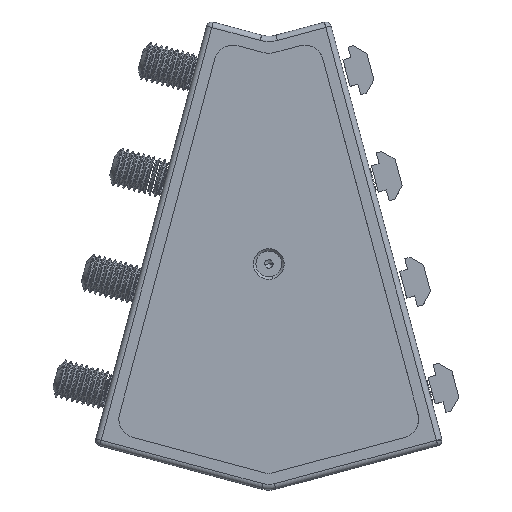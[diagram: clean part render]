
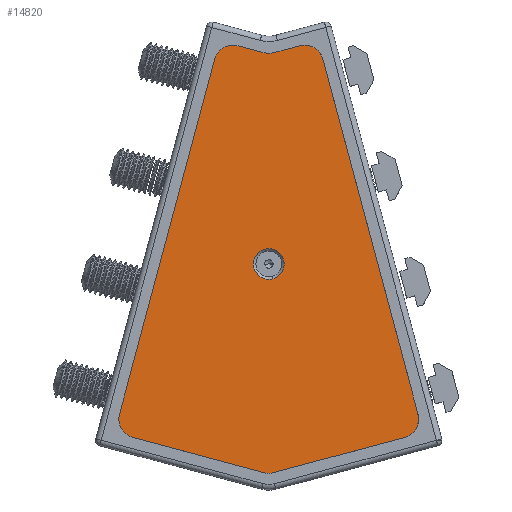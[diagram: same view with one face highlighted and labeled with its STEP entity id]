
A CAD part, top view. The second image highlights one B-rep face of the part: STEP entity #14820.
In plain terms, the highlighted planar face has unit normal (0, 0, 1).
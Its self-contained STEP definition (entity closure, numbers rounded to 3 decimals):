
#1542 = CARTESIAN_POINT ( 'NONE',  ( -22.064, 6.123, 22.582 ) ) ;
#1558 = CARTESIAN_POINT ( 'NONE',  ( -24.963, 16.942, 22.582 ) ) ;
#1614 = CARTESIAN_POINT ( 'NONE',  ( -73.027, -51.811, 22.582 ) ) ;
#3457 = CIRCLE ( 'NONE', #19932, 5.6 ) ;
#3463 = LINE ( 'NONE', #5160, #3466 ) ;
#3466 = VECTOR ( 'NONE', #5163, 1000. ) ;
#3467 = CIRCLE ( 'NONE', #19933, 5.6 ) ;
#3469 = LINE ( 'NONE', #5162, #3471 ) ;
#3470 = CIRCLE ( 'NONE', #19934, 4. ) ;
#3471 = VECTOR ( 'NONE', #5154, 1000. ) ;
#3472 = LINE ( 'NONE', #5170, #3474 ) ;
#3473 = CIRCLE ( 'NONE', #19935, 7. ) ;
#3474 = VECTOR ( 'NONE', #5172, 1000. ) ;
#3475 = CIRCLE ( 'NONE', #19936, 7. ) ;
#3476 = LINE ( 'NONE', #5191, #3478 ) ;
#3477 = CIRCLE ( 'NONE', #19937, 10. ) ;
#3478 = VECTOR ( 'NONE', #5194, 1000. ) ;
#3479 = LINE ( 'NONE', #5202, #3481 ) ;
#3480 = CIRCLE ( 'NONE', #19938, 7. ) ;
#3481 = VECTOR ( 'NONE', #5203, 1000. ) ;
#3482 = LINE ( 'NONE', #5213, #3484 ) ;
#3483 = CIRCLE ( 'NONE', #19939, 7. ) ;
#3484 = VECTOR ( 'NONE', #5215, 1000. ) ;
#5144 = CARTESIAN_POINT ( 'NONE',  ( -23.514, 11.533, 22.582 ) ) ;
#5146 = DIRECTION ( 'NONE',  ( 0., 0., 1. ) ) ;
#5148 = DIRECTION ( 'NONE',  ( -0.259, 0.966, 0. ) ) ;
#5154 = DIRECTION ( 'NONE',  ( 0.966, -0.259, 0. ) ) ;
#5160 = CARTESIAN_POINT ( 'NONE',  ( -5.544, 92.958, 22.582 ) ) ;
#5162 = CARTESIAN_POINT ( 'NONE',  ( -79.788, -49.999, 22.582 ) ) ;
#5163 = DIRECTION ( 'NONE',  ( -0.259, 0.966, 0. ) ) ;
#5170 = CARTESIAN_POINT ( 'NONE',  ( 32.761, -49.999, 22.582 ) ) ;
#5172 = DIRECTION ( 'NONE',  ( 0.966, 0.259, 0. ) ) ;
#5174 = CARTESIAN_POINT ( 'NONE',  ( -23.514, 11.533, 22.582 ) ) ;
#5176 = DIRECTION ( 'NONE',  ( 0., 0., 1. ) ) ;
#5178 = DIRECTION ( 'NONE',  ( -0.259, 0.966, 0. ) ) ;
#5184 = CARTESIAN_POINT ( 'NONE',  ( -23.514, -60.937, 22.582 ) ) ;
#5186 = DIRECTION ( 'NONE',  ( 0., 0., 1. ) ) ;
#5188 = DIRECTION ( 'NONE',  ( -0.259, 0.966, 0. ) ) ;
#5191 = CARTESIAN_POINT ( 'NONE',  ( -5.544, 92.958, 22.582 ) ) ;
#5194 = DIRECTION ( 'NONE',  ( -0.966, -0.259, 0. ) ) ;
#5196 = CARTESIAN_POINT ( 'NONE',  ( 24.188, -45.049, 22.582 ) ) ;
#5198 = DIRECTION ( 'NONE',  ( 0., 0., 1. ) ) ;
#5200 = DIRECTION ( 'NONE',  ( -0.259, 0.966, 0. ) ) ;
#5202 = CARTESIAN_POINT ( 'NONE',  ( -41.483, 92.958, 22.582 ) ) ;
#5203 = DIRECTION ( 'NONE',  ( -0.966, 0.259, 0. ) ) ;
#5205 = CARTESIAN_POINT ( 'NONE',  ( -10.494, 84.385, 22.582 ) ) ;
#5207 = DIRECTION ( 'NONE',  ( 0., 0., 1. ) ) ;
#5209 = DIRECTION ( 'NONE',  ( -0.259, 0.966, 0. ) ) ;
#5213 = CARTESIAN_POINT ( 'NONE',  ( -41.483, 92.958, 22.582 ) ) ;
#5215 = DIRECTION ( 'NONE',  ( -0.259, -0.966, 0. ) ) ;
#5217 = CARTESIAN_POINT ( 'NONE',  ( -23.514, 98.496, 22.582 ) ) ;
#5219 = DIRECTION ( 'NONE',  ( 0., 0., -1. ) ) ;
#5221 = DIRECTION ( 'NONE',  ( -0.259, 0.966, 0. ) ) ;
#5227 = CARTESIAN_POINT ( 'NONE',  ( -36.533, 84.385, 22.582 ) ) ;
#5229 = DIRECTION ( 'NONE',  ( 0., 0., 1. ) ) ;
#5231 = DIRECTION ( 'NONE',  ( -0.259, 0.966, 0. ) ) ;
#5239 = CARTESIAN_POINT ( 'NONE',  ( -71.215, -45.049, 22.582 ) ) ;
#5241 = DIRECTION ( 'NONE',  ( 0., 0., 1. ) ) ;
#5243 = DIRECTION ( 'NONE',  ( -0.259, 0.966, 0. ) ) ;
#8516 = VERTEX_POINT ( 'NONE', #10052 ) ;
#8518 = VERTEX_POINT ( 'NONE', #10053 ) ;
#8528 = VERTEX_POINT ( 'NONE', #10059 ) ;
#8560 = VERTEX_POINT ( 'NONE', #10099 ) ;
#8565 = VERTEX_POINT ( 'NONE', #10103 ) ;
#8584 = VERTEX_POINT ( 'NONE', #10123 ) ;
#8588 = VERTEX_POINT ( 'NONE', #10105 ) ;
#8709 = VERTEX_POINT ( 'NONE', #23635 ) ;
#8716 = VERTEX_POINT ( 'NONE', #23639 ) ;
#8739 = VERTEX_POINT ( 'NONE', #23655 ) ;
#8788 = VERTEX_POINT ( 'NONE', #23698 ) ;
#10052 = CARTESIAN_POINT ( 'NONE',  ( -43.295, 86.197, 22.582 ) ) ;
#10053 = CARTESIAN_POINT ( 'NONE',  ( -77.977, -43.238, 22.582 ) ) ;
#10059 = CARTESIAN_POINT ( 'NONE',  ( -12.305, 91.146, 22.582 ) ) ;
#10099 = CARTESIAN_POINT ( 'NONE',  ( -22.478, -64.8, 22.582 ) ) ;
#10103 = CARTESIAN_POINT ( 'NONE',  ( -26.102, 88.837, 22.582 ) ) ;
#10105 = CARTESIAN_POINT ( 'NONE',  ( -20.925, 88.837, 22.582 ) ) ;
#10123 = CARTESIAN_POINT ( 'NONE',  ( -34.722, 91.146, 22.582 ) ) ;
#13010 = FACE_BOUND ( 'NONE', #28553, .T. ) ;
#13012 = FACE_OUTER_BOUND ( 'NONE', #28179, .T. ) ;
#14820 = ADVANCED_FACE ( 'NONE', ( #13010, #13012 ), #26422, .T. ) ;
#15328 = ORIENTED_EDGE ( 'NONE', *, *, #21712, .T. ) ;
#15385 = ORIENTED_EDGE ( 'NONE', *, *, #21723, .T. ) ;
#15446 = ORIENTED_EDGE ( 'NONE', *, *, #21718, .T. ) ;
#15512 = ORIENTED_EDGE ( 'NONE', *, *, #21716, .T. ) ;
#15532 = ORIENTED_EDGE ( 'NONE', *, *, #21721, .T. ) ;
#15565 = ORIENTED_EDGE ( 'NONE', *, *, #21722, .T. ) ;
#15584 = ORIENTED_EDGE ( 'NONE', *, *, #21720, .T. ) ;
#15611 = ORIENTED_EDGE ( 'NONE', *, *, #21714, .F. ) ;
#15623 = ORIENTED_EDGE ( 'NONE', *, *, #21724, .T. ) ;
#15629 = ORIENTED_EDGE ( 'NONE', *, *, #21708, .F. ) ;
#15659 = ORIENTED_EDGE ( 'NONE', *, *, #21725, .T. ) ;
#15677 = ORIENTED_EDGE ( 'NONE', *, *, #21719, .T. ) ;
#15716 = ORIENTED_EDGE ( 'NONE', *, *, #21715, .T. ) ;
#15767 = ORIENTED_EDGE ( 'NONE', *, *, #21717, .T. ) ;
#18836 = VERTEX_POINT ( 'NONE', #1542 ) ;
#18852 = VERTEX_POINT ( 'NONE', #1558 ) ;
#18908 = VERTEX_POINT ( 'NONE', #1614 ) ;
#19932 = AXIS2_PLACEMENT_3D ( 'NONE', #5144, #5146, #5148 ) ;
#19933 = AXIS2_PLACEMENT_3D ( 'NONE', #5174, #5176, #5178 ) ;
#19934 = AXIS2_PLACEMENT_3D ( 'NONE', #5184, #5186, #5188 ) ;
#19935 = AXIS2_PLACEMENT_3D ( 'NONE', #5196, #5198, #5200 ) ;
#19936 = AXIS2_PLACEMENT_3D ( 'NONE', #5205, #5207, #5209 ) ;
#19937 = AXIS2_PLACEMENT_3D ( 'NONE', #5217, #5219, #5221 ) ;
#19938 = AXIS2_PLACEMENT_3D ( 'NONE', #5227, #5229, #5231 ) ;
#19939 = AXIS2_PLACEMENT_3D ( 'NONE', #5239, #5241, #5243 ) ;
#21708 = EDGE_CURVE ( 'NONE', #18836, #18852, #3457, .T. ) ;
#21712 = EDGE_CURVE ( 'NONE', #8788, #8716, #3463, .T. ) ;
#21714 = EDGE_CURVE ( 'NONE', #18852, #18836, #3467, .T. ) ;
#21715 = EDGE_CURVE ( 'NONE', #18908, #8709, #3469, .T. ) ;
#21716 = EDGE_CURVE ( 'NONE', #8709, #8560, #3470, .T. ) ;
#21717 = EDGE_CURVE ( 'NONE', #8560, #8739, #3472, .T. ) ;
#21718 = EDGE_CURVE ( 'NONE', #8739, #8788, #3473, .T. ) ;
#21719 = EDGE_CURVE ( 'NONE', #8716, #8528, #3475, .T. ) ;
#21720 = EDGE_CURVE ( 'NONE', #8528, #8588, #3476, .T. ) ;
#21721 = EDGE_CURVE ( 'NONE', #8588, #8565, #3477, .T. ) ;
#21722 = EDGE_CURVE ( 'NONE', #8565, #8584, #3479, .T. ) ;
#21723 = EDGE_CURVE ( 'NONE', #8584, #8516, #3480, .T. ) ;
#21724 = EDGE_CURVE ( 'NONE', #8516, #8518, #3482, .T. ) ;
#21725 = EDGE_CURVE ( 'NONE', #8518, #18908, #3483, .T. ) ;
#23635 = CARTESIAN_POINT ( 'NONE',  ( -24.549, -64.8, 22.582 ) ) ;
#23639 = CARTESIAN_POINT ( 'NONE',  ( -3.732, 86.197, 22.582 ) ) ;
#23655 = CARTESIAN_POINT ( 'NONE',  ( 26., -51.811, 22.582 ) ) ;
#23698 = CARTESIAN_POINT ( 'NONE',  ( 30.95, -43.238, 22.582 ) ) ;
#25409 = AXIS2_PLACEMENT_3D ( 'NONE', #26421, #26427, #26428 ) ;
#26421 = CARTESIAN_POINT ( 'NONE',  ( -23.514, 59.142, 22.582 ) ) ;
#26422 = PLANE ( 'NONE',  #25409 ) ;
#26427 = DIRECTION ( 'NONE',  ( 0., 0., 1. ) ) ;
#26428 = DIRECTION ( 'NONE',  ( -0.259, 0.966, 0. ) ) ;
#28179 = EDGE_LOOP ( 'NONE', ( #15716, #15512, #15767, #15446, #15328, #15677, #15584, #15532, #15565, #15385, #15623, #15659 ) ) ;
#28553 = EDGE_LOOP ( 'NONE', ( #15611, #15629 ) ) ;
